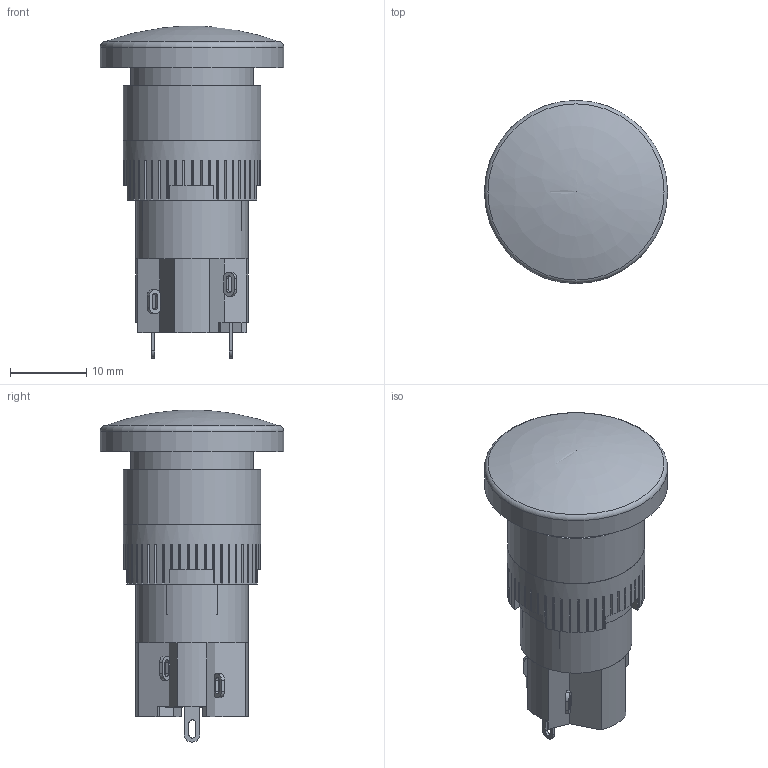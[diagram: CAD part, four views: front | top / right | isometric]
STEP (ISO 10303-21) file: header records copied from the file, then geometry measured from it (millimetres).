
FILE_DESCRIPTION((''),'2;1');
FILE_NAME('D16OAR10xxx.stp','2011-08-09T14:32:49',('blarson'),(''),'Autodesk Inventor 11','Autodesk Inventor 11','');
FILE_SCHEMA(('AUTOMOTIVE_DESIGN { 1 0 10303 214 1 1 1 1 }'));
Length unit declared in the file: millimetre
Products named in the file (6): XF0292P; D16R1 BODY; D16xxT-ENDLUG; X16 NUT; X16 INSERT ROUND; X16 BUTTON MUSHROOM GRN
Assembly tree (5 placements, depth 2):
  XF0292P
    D16R1 BODY
    D16xxT-ENDLUG
    X16 NUT
    X16 INSERT ROUND
    X16 BUTTON MUSHROOM GRN
Bounding box: 24 x 24 x 43.5 mm (x, y, z)
Volume: 8176 mm3; surface area: 8516.7 mm2
Topology: 6 solids, 6 shells, 550 faces, 1528 edges, 1013 vertices
Faces by surface type: plane 401, cylinder 79, bspline 68, cone 1, torus 1
Full cylindrical faces by diameter (mm): 3.2 x2, 3.5 x1, 8.4 x1, 14.4 x1, 14.7 x2, 16.1 x2, 18 x2, 24 x1
Entity records: 19487 total; most frequent: CARTESIAN_POINT 5416, ORIENTED_EDGE 3016, DIRECTION 2677, EDGE_CURVE 1508, VECTOR 1105, LINE 1105, VERTEX_POINT 1008, AXIS2_PLACEMENT_3D 786
